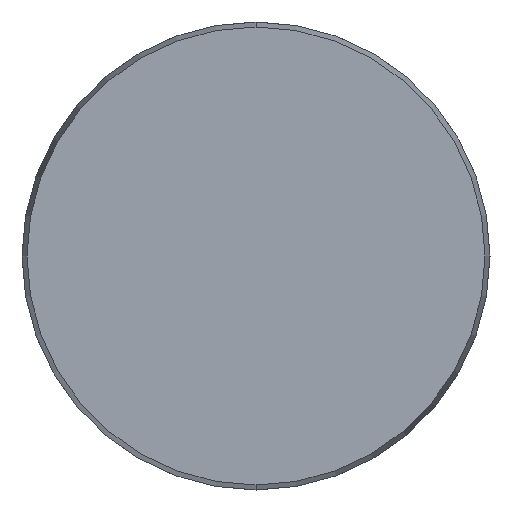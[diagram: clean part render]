
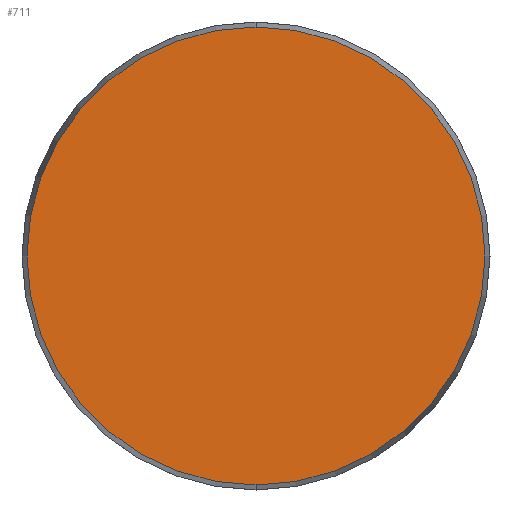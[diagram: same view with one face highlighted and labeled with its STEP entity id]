
A CAD part, front view. The second image highlights one B-rep face of the part: STEP entity #711.
In plain terms, the highlighted planar face has unit normal (0, -1, 0).
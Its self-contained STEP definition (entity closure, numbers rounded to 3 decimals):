
#10 = CIRCLE ( 'NONE', #797, 39.143 ) ;
#15 = EDGE_CURVE ( 'NONE', #464, #23, #358, .T. ) ;
#23 = VERTEX_POINT ( 'NONE', #891 ) ;
#89 = CARTESIAN_POINT ( 'NONE',  ( 0., 0., 0. ) ) ;
#149 = DIRECTION ( 'NONE',  ( 0., -1., 0. ) ) ;
#250 = FACE_OUTER_BOUND ( 'NONE', #425, .T. ) ;
#268 = EDGE_CURVE ( 'NONE', #23, #464, #10, .T. ) ;
#275 = CARTESIAN_POINT ( 'NONE',  ( -39.143, 0., 0. ) ) ;
#276 = CARTESIAN_POINT ( 'NONE',  ( 0., 0., 0. ) ) ;
#282 = DIRECTION ( 'NONE',  ( 0., -1., 0. ) ) ;
#298 = DIRECTION ( 'NONE',  ( 0., 0., -1. ) ) ;
#358 = CIRCLE ( 'NONE', #460, 39.143 ) ;
#379 = DIRECTION ( 'NONE',  ( 0., 0., -1. ) ) ;
#425 = EDGE_LOOP ( 'NONE', ( #1248, #1068 ) ) ;
#460 = AXIS2_PLACEMENT_3D ( 'NONE', #89, #282, #298 ) ;
#464 = VERTEX_POINT ( 'NONE', #587 ) ;
#587 = CARTESIAN_POINT ( 'NONE',  ( 0., 0., 39.143 ) ) ;
#628 = AXIS2_PLACEMENT_3D ( 'NONE', #275, #1069, #1184 ) ;
#711 = ADVANCED_FACE ( 'NONE', ( #250 ), #1086, .F. ) ;
#797 = AXIS2_PLACEMENT_3D ( 'NONE', #276, #149, #379 ) ;
#891 = CARTESIAN_POINT ( 'NONE',  ( 0., 0., -39.143 ) ) ;
#1068 = ORIENTED_EDGE ( 'NONE', *, *, #268, .T. ) ;
#1069 = DIRECTION ( 'NONE',  ( 0., 1., 0. ) ) ;
#1086 = PLANE ( 'NONE',  #628 ) ;
#1184 = DIRECTION ( 'NONE',  ( 0., 0., 1. ) ) ;
#1248 = ORIENTED_EDGE ( 'NONE', *, *, #15, .T. ) ;
